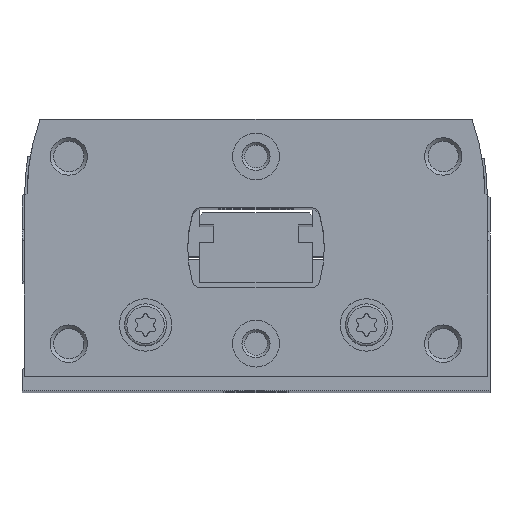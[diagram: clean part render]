
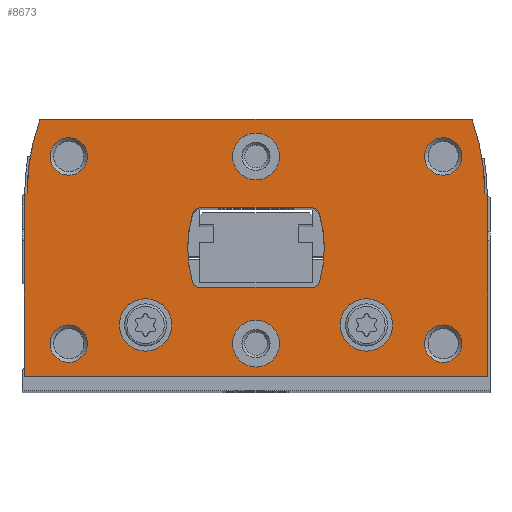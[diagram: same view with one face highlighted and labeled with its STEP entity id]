
A CAD part, top view. The second image highlights one B-rep face of the part: STEP entity #8673.
In plain terms, the highlighted planar face has unit normal (0, 0, 1).
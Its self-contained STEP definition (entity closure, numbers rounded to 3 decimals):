
#377=LINE('',#13524,#839);
#382=LINE('',#13534,#844);
#400=LINE('',#13580,#862);
#406=LINE('',#13592,#868);
#420=LINE('',#13671,#882);
#422=LINE('',#13674,#884);
#423=LINE('',#13710,#885);
#424=LINE('',#13730,#886);
#839=VECTOR('',#11151,1000.);
#844=VECTOR('',#11158,1000.);
#862=VECTOR('',#11194,1000.);
#868=VECTOR('',#11204,1000.);
#882=VECTOR('',#11266,1000.);
#884=VECTOR('',#11270,1000.);
#885=VECTOR('',#11307,1000.);
#886=VECTOR('',#11328,1000.);
#1110=PLANE('',#9446);
#2334=ORIENTED_EDGE('',*,*,#3806,.F.);
#2335=ORIENTED_EDGE('',*,*,#3807,.F.);
#2336=ORIENTED_EDGE('',*,*,#3808,.T.);
#2337=ORIENTED_EDGE('',*,*,#3809,.T.);
#2338=ORIENTED_EDGE('',*,*,#3810,.T.);
#2339=ORIENTED_EDGE('',*,*,#3811,.T.);
#2340=ORIENTED_EDGE('',*,*,#3812,.T.);
#2341=ORIENTED_EDGE('',*,*,#3813,.T.);
#2342=ORIENTED_EDGE('',*,*,#3764,.F.);
#2343=ORIENTED_EDGE('',*,*,#3785,.F.);
#2344=ORIENTED_EDGE('',*,*,#3777,.F.);
#2345=ORIENTED_EDGE('',*,*,#3773,.F.);
#2346=ORIENTED_EDGE('',*,*,#3814,.F.);
#2347=ORIENTED_EDGE('',*,*,#3815,.F.);
#2348=ORIENTED_EDGE('',*,*,#3816,.F.);
#2349=ORIENTED_EDGE('',*,*,#3767,.F.);
#2350=ORIENTED_EDGE('',*,*,#3750,.T.);
#2351=ORIENTED_EDGE('',*,*,#3744,.T.);
#2352=ORIENTED_EDGE('',*,*,#3787,.T.);
#2353=ORIENTED_EDGE('',*,*,#3715,.T.);
#2354=ORIENTED_EDGE('',*,*,#3720,.T.);
#2355=ORIENTED_EDGE('',*,*,#3724,.T.);
#2356=ORIENTED_EDGE('',*,*,#3805,.T.);
#2357=ORIENTED_EDGE('',*,*,#3756,.T.);
#3715=EDGE_CURVE('',#4564,#4563,#377,.T.);
#3720=EDGE_CURVE('',#4563,#4567,#382,.T.);
#3724=EDGE_CURVE('',#4567,#4569,#5111,.T.);
#3744=EDGE_CURVE('',#4584,#4586,#400,.T.);
#3750=EDGE_CURVE('',#4590,#4584,#406,.T.);
#3756=EDGE_CURVE('',#4595,#4590,#5117,.T.);
#3764=EDGE_CURVE('',#4600,#4601,#5121,.T.);
#3767=EDGE_CURVE('',#4601,#4602,#5122,.T.);
#3773=EDGE_CURVE('',#4606,#4607,#5125,.T.);
#3777=EDGE_CURVE('',#4607,#4610,#5127,.T.);
#3785=EDGE_CURVE('',#4610,#4600,#420,.T.);
#3787=EDGE_CURVE('',#4586,#4564,#422,.T.);
#3805=EDGE_CURVE('',#4569,#4595,#423,.T.);
#3806=EDGE_CURVE('',#4633,#4633,#5150,.T.);
#3807=EDGE_CURVE('',#4634,#4634,#5151,.T.);
#3808=EDGE_CURVE('',#4635,#4635,#5152,.T.);
#3809=EDGE_CURVE('',#4636,#4636,#5153,.T.);
#3810=EDGE_CURVE('',#4637,#4637,#5154,.T.);
#3811=EDGE_CURVE('',#4638,#4638,#5155,.T.);
#3812=EDGE_CURVE('',#4639,#4639,#5156,.T.);
#3813=EDGE_CURVE('',#4640,#4640,#5157,.T.);
#3814=EDGE_CURVE('',#4641,#4606,#5158,.T.);
#3815=EDGE_CURVE('',#4642,#4641,#424,.T.);
#3816=EDGE_CURVE('',#4602,#4642,#5159,.T.);
#4563=VERTEX_POINT('',#13523);
#4564=VERTEX_POINT('',#13525);
#4567=VERTEX_POINT('',#13533);
#4569=VERTEX_POINT('',#13540);
#4584=VERTEX_POINT('',#13574);
#4586=VERTEX_POINT('',#13579);
#4590=VERTEX_POINT('',#13590);
#4595=VERTEX_POINT('',#13605);
#4600=VERTEX_POINT('',#13621);
#4601=VERTEX_POINT('',#13623);
#4602=VERTEX_POINT('',#13631);
#4606=VERTEX_POINT('',#13644);
#4607=VERTEX_POINT('',#13646);
#4610=VERTEX_POINT('',#13657);
#4633=VERTEX_POINT('',#13713);
#4634=VERTEX_POINT('',#13715);
#4635=VERTEX_POINT('',#13717);
#4636=VERTEX_POINT('',#13719);
#4637=VERTEX_POINT('',#13721);
#4638=VERTEX_POINT('',#13723);
#4639=VERTEX_POINT('',#13725);
#4640=VERTEX_POINT('',#13727);
#4641=VERTEX_POINT('',#13729);
#4642=VERTEX_POINT('',#13731);
#5111=CIRCLE('',#9394,24.);
#5117=CIRCLE('',#9406,24.);
#5121=CIRCLE('',#9411,0.8);
#5122=CIRCLE('',#9413,13.);
#5125=CIRCLE('',#9417,13.);
#5127=CIRCLE('',#9420,0.8);
#5150=CIRCLE('',#9447,2.8);
#5151=CIRCLE('',#9448,2.8);
#5152=CIRCLE('',#9449,2.5);
#5153=CIRCLE('',#9450,2.5);
#5154=CIRCLE('',#9451,2.);
#5155=CIRCLE('',#9452,2.);
#5156=CIRCLE('',#9453,2.);
#5157=CIRCLE('',#9454,2.);
#5158=CIRCLE('',#9455,0.8);
#5159=CIRCLE('',#9456,0.8);
#5725=EDGE_LOOP('',(#2334));
#5726=EDGE_LOOP('',(#2335));
#5727=EDGE_LOOP('',(#2336));
#5728=EDGE_LOOP('',(#2337));
#5729=EDGE_LOOP('',(#2338));
#5730=EDGE_LOOP('',(#2339));
#5731=EDGE_LOOP('',(#2340));
#5732=EDGE_LOOP('',(#2341));
#5733=EDGE_LOOP('',(#2342,#2343,#2344,#2345,#2346,#2347,#2348,#2349));
#5734=EDGE_LOOP('',(#2350,#2351,#2352,#2353,#2354,#2355,#2356,#2357));
#6403=FACE_BOUND('',#5725,.T.);
#6404=FACE_BOUND('',#5726,.T.);
#6405=FACE_BOUND('',#5727,.T.);
#6406=FACE_BOUND('',#5728,.T.);
#6407=FACE_BOUND('',#5729,.T.);
#6408=FACE_BOUND('',#5730,.T.);
#6409=FACE_BOUND('',#5731,.T.);
#6410=FACE_BOUND('',#5732,.T.);
#6411=FACE_BOUND('',#5733,.T.);
#6412=FACE_BOUND('',#5734,.T.);
#8673=ADVANCED_FACE('',(#6403,#6404,#6405,#6406,#6407,#6408,#6409,#6410,
#6411,#6412),#1110,.T.);
#9394=AXIS2_PLACEMENT_3D('',#13541,#11165,#11166);
#9406=AXIS2_PLACEMENT_3D('',#13604,#11215,#11216);
#9411=AXIS2_PLACEMENT_3D('',#13622,#11228,#11229);
#9413=AXIS2_PLACEMENT_3D('',#13630,#11233,#11234);
#9417=AXIS2_PLACEMENT_3D('',#13645,#11243,#11244);
#9420=AXIS2_PLACEMENT_3D('',#13656,#11250,#11251);
#9446=AXIS2_PLACEMENT_3D('',#13711,#11308,#11309);
#9447=AXIS2_PLACEMENT_3D('',#13712,#11310,#11311);
#9448=AXIS2_PLACEMENT_3D('',#13714,#11312,#11313);
#9449=AXIS2_PLACEMENT_3D('',#13716,#11314,#11315);
#9450=AXIS2_PLACEMENT_3D('',#13718,#11316,#11317);
#9451=AXIS2_PLACEMENT_3D('',#13720,#11318,#11319);
#9452=AXIS2_PLACEMENT_3D('',#13722,#11320,#11321);
#9453=AXIS2_PLACEMENT_3D('',#13724,#11322,#11323);
#9454=AXIS2_PLACEMENT_3D('',#13726,#11324,#11325);
#9455=AXIS2_PLACEMENT_3D('',#13728,#11326,#11327);
#9456=AXIS2_PLACEMENT_3D('',#13732,#11329,#11330);
#11151=DIRECTION('',(0.,1.,0.));
#11158=DIRECTION('',(-0.866,0.5,0.));
#11165=DIRECTION('',(0.,0.,1.));
#11166=DIRECTION('',(1.,0.,0.));
#11194=DIRECTION('',(0.,-1.,0.));
#11204=DIRECTION('',(-0.866,-0.5,0.));
#11215=DIRECTION('',(0.,0.,1.));
#11216=DIRECTION('',(1.,0.,0.));
#11228=DIRECTION('',(0.,0.,1.));
#11229=DIRECTION('',(1.,0.,0.));
#11233=DIRECTION('',(0.,0.,1.));
#11234=DIRECTION('',(1.,0.,0.));
#11243=DIRECTION('',(0.,0.,1.));
#11244=DIRECTION('',(1.,0.,0.));
#11250=DIRECTION('',(0.,0.,1.));
#11251=DIRECTION('',(1.,0.,0.));
#11266=DIRECTION('',(-1.,0.,0.));
#11270=DIRECTION('',(1.,0.,0.));
#11307=DIRECTION('',(-1.,0.,0.));
#11308=DIRECTION('',(0.,0.,1.));
#11309=DIRECTION('',(1.,0.,0.));
#11310=DIRECTION('',(0.,0.,1.));
#11311=DIRECTION('',(1.,0.,0.));
#11312=DIRECTION('',(0.,0.,1.));
#11313=DIRECTION('',(1.,0.,0.));
#11314=DIRECTION('',(0.,0.,-1.));
#11315=DIRECTION('',(-1.,0.,0.));
#11316=DIRECTION('',(0.,0.,-1.));
#11317=DIRECTION('',(-1.,0.,0.));
#11318=DIRECTION('',(0.,0.,-1.));
#11319=DIRECTION('',(-1.,0.,0.));
#11320=DIRECTION('',(0.,0.,-1.));
#11321=DIRECTION('',(-1.,0.,0.));
#11322=DIRECTION('',(0.,0.,-1.));
#11323=DIRECTION('',(-1.,0.,0.));
#11324=DIRECTION('',(0.,0.,-1.));
#11325=DIRECTION('',(-1.,0.,0.));
#11326=DIRECTION('',(0.,0.,1.));
#11327=DIRECTION('',(1.,0.,0.));
#11328=DIRECTION('',(1.,0.,0.));
#11329=DIRECTION('',(0.,0.,1.));
#11330=DIRECTION('',(1.,0.,0.));
#13523=CARTESIAN_POINT('',(24.75,19.327,0.));
#13524=CARTESIAN_POINT('',(24.75,0.,0.));
#13525=CARTESIAN_POINT('',(24.75,0.,0.));
#13533=CARTESIAN_POINT('',(24.45,19.5,0.));
#13534=CARTESIAN_POINT('',(24.75,19.327,0.));
#13540=CARTESIAN_POINT('',(23.077,27.5,0.));
#13541=CARTESIAN_POINT('',(0.45,19.5,0.));
#13574=CARTESIAN_POINT('',(-24.75,19.327,0.));
#13579=CARTESIAN_POINT('',(-24.75,0.,0.));
#13580=CARTESIAN_POINT('',(-24.75,19.327,0.));
#13590=CARTESIAN_POINT('',(-24.45,19.5,0.));
#13592=CARTESIAN_POINT('',(-24.45,19.5,0.));
#13604=CARTESIAN_POINT('',(-0.45,19.5,0.));
#13605=CARTESIAN_POINT('',(-23.077,27.5,0.));
#13621=CARTESIAN_POINT('',(-6.002,18.,0.));
#13622=CARTESIAN_POINT('',(-6.002,17.2,0.));
#13623=CARTESIAN_POINT('',(-6.769,17.426,0.));
#13630=CARTESIAN_POINT('',(5.7,13.75,0.));
#13631=CARTESIAN_POINT('',(-6.769,10.074,0.));
#13644=CARTESIAN_POINT('',(6.769,10.074,0.));
#13645=CARTESIAN_POINT('',(-5.7,13.75,0.));
#13646=CARTESIAN_POINT('',(6.769,17.426,0.));
#13656=CARTESIAN_POINT('',(6.002,17.2,0.));
#13657=CARTESIAN_POINT('',(6.002,18.,0.));
#13671=CARTESIAN_POINT('',(6.002,18.,0.));
#13674=CARTESIAN_POINT('',(-24.75,0.,0.));
#13710=CARTESIAN_POINT('',(23.077,27.5,0.));
#13711=CARTESIAN_POINT('',(0.45,19.5,0.));
#13712=CARTESIAN_POINT('',(-11.8,5.5,0.));
#13713=CARTESIAN_POINT('',(-9.,5.5,0.));
#13714=CARTESIAN_POINT('',(11.8,5.5,0.));
#13715=CARTESIAN_POINT('',(14.6,5.5,0.));
#13716=CARTESIAN_POINT('',(0.,3.5,0.));
#13717=CARTESIAN_POINT('',(-2.5,3.5,0.));
#13718=CARTESIAN_POINT('',(0.,23.5,0.));
#13719=CARTESIAN_POINT('',(-2.5,23.5,0.));
#13720=CARTESIAN_POINT('',(20.,3.5,0.));
#13721=CARTESIAN_POINT('',(18.,3.5,0.));
#13722=CARTESIAN_POINT('',(-20.,3.5,0.));
#13723=CARTESIAN_POINT('',(-22.,3.5,0.));
#13724=CARTESIAN_POINT('',(-20.,23.5,0.));
#13725=CARTESIAN_POINT('',(-22.,23.5,0.));
#13726=CARTESIAN_POINT('',(20.,23.5,0.));
#13727=CARTESIAN_POINT('',(18.,23.5,0.));
#13728=CARTESIAN_POINT('',(6.002,10.3,0.));
#13729=CARTESIAN_POINT('',(6.002,9.5,0.));
#13730=CARTESIAN_POINT('',(-6.002,9.5,0.));
#13731=CARTESIAN_POINT('',(-6.002,9.5,0.));
#13732=CARTESIAN_POINT('',(-6.002,10.3,0.));
